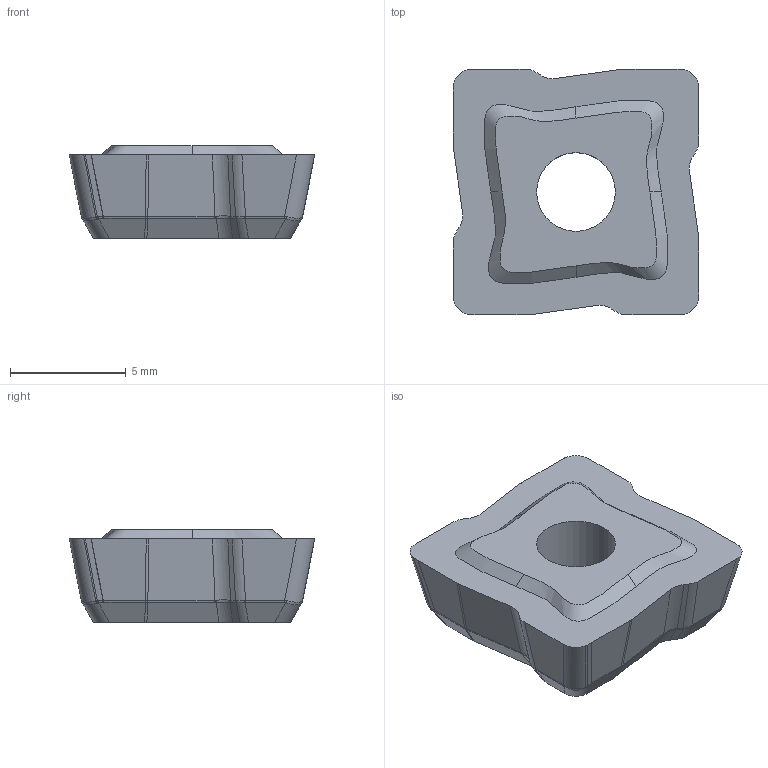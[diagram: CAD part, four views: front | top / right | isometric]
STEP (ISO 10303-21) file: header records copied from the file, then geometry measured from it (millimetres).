
FILE_DESCRIPTION(/* description */ (''),/* implementation_level */ '2;1');
FILE_NAME(/* name */ 'TCF100408EPV34_GTM.stp',/* time_stamp */ '2017-12-12T15:16:32+06:00',/* author */ (''),/* organization */ (''),/* preprocessor_version */ 'ST-DEVELOPER v15',/* originating_system */ 'SIEMENS PLM Software NX 9.0',/* authorisation */ ' ');
FILE_SCHEMA (('AUTOMOTIVE_DESIGN { 1 0 10303 214 3 1 1 1 }'));
Length unit declared in the file: millimetre
Products named in the file (1): TCF100408EPV34_GTM
Bounding box: 10.6 x 10.6 x 4 mm (x, y, z)
Volume: 316.1 mm3; surface area: 350.9 mm2
Topology: 1 solids, 1 shells, 168 faces, 463 edges, 334 vertices
Faces by surface type: bspline 68, cylinder 61, plane 39
Full cylindrical faces by diameter (mm): 3.4 x1
Entity records: 9180 total; most frequent: CARTESIAN_POINT 4971, DIRECTION 870, ORIENTED_EDGE 820, EDGE_CURVE 410, AXIS2_PLACEMENT_3D 349, VERTEX_POINT 246, EDGE_LOOP 172, LINE 172
